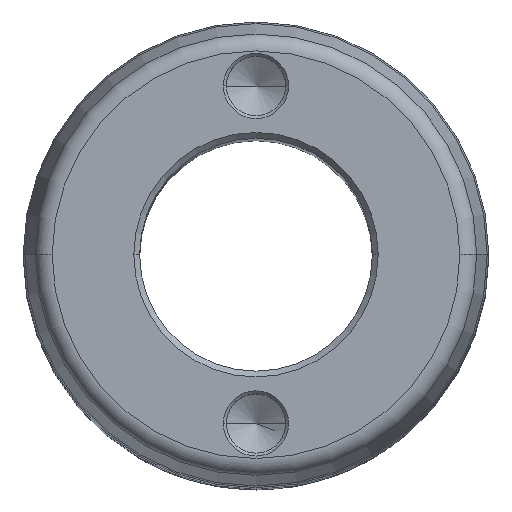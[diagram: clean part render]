
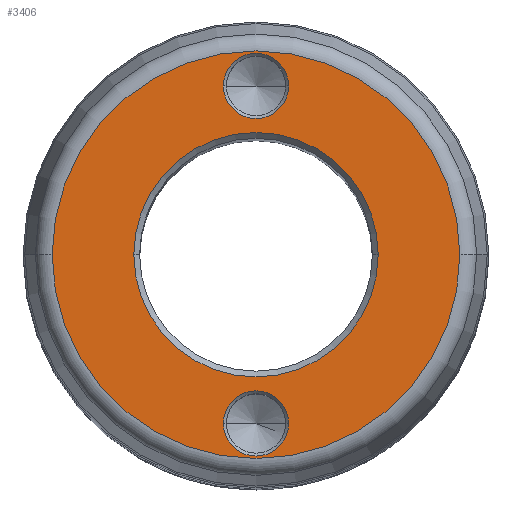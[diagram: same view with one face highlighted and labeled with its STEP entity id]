
A CAD part, top view. The second image highlights one B-rep face of the part: STEP entity #3406.
In plain terms, the highlighted planar face has unit normal (0, 0, 1).
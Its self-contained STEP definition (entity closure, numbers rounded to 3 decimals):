
#25 = DIRECTION ( 'NONE',  ( 1., 0., 0. ) ) ;
#55 = CARTESIAN_POINT ( 'NONE',  ( 0., 0., 250. ) ) ;
#85 = DIRECTION ( 'NONE',  ( 1., 0., 0. ) ) ;
#128 = AXIS2_PLACEMENT_3D ( 'NONE', #2992, #1269, #933 ) ;
#147 = DIRECTION ( 'NONE',  ( 1., 0., 0. ) ) ;
#165 = DIRECTION ( 'NONE',  ( 1., 0., 0. ) ) ;
#270 = CIRCLE ( 'NONE', #583, 5.6 ) ;
#314 = CARTESIAN_POINT ( 'NONE',  ( 5.6, 29., 250. ) ) ;
#341 = DIRECTION ( 'NONE',  ( 1., 0., 0. ) ) ;
#402 = CIRCLE ( 'NONE', #1664, 21. ) ;
#407 = EDGE_LOOP ( 'NONE', ( #597, #638 ) ) ;
#478 = CARTESIAN_POINT ( 'NONE',  ( -21., 0., 250. ) ) ;
#540 = EDGE_CURVE ( 'NONE', #1668, #1902, #3639, .T. ) ;
#583 = AXIS2_PLACEMENT_3D ( 'NONE', #3011, #3298, #147 ) ;
#597 = ORIENTED_EDGE ( 'NONE', *, *, #2923, .T. ) ;
#638 = ORIENTED_EDGE ( 'NONE', *, *, #1640, .T. ) ;
#640 = DIRECTION ( 'NONE',  ( 1., 0., 0. ) ) ;
#735 = ORIENTED_EDGE ( 'NONE', *, *, #540, .T. ) ;
#811 = ORIENTED_EDGE ( 'NONE', *, *, #1067, .T. ) ;
#828 = FACE_OUTER_BOUND ( 'NONE', #407, .T. ) ;
#853 = EDGE_CURVE ( 'NONE', #1902, #1668, #270, .T. ) ;
#872 = AXIS2_PLACEMENT_3D ( 'NONE', #1595, #2155, #165 ) ;
#933 = DIRECTION ( 'NONE',  ( 1., 0., 0. ) ) ;
#1030 = DIRECTION ( 'NONE',  ( 0., 0., 1. ) ) ;
#1067 = EDGE_CURVE ( 'NONE', #1627, #3026, #402, .T. ) ;
#1070 = AXIS2_PLACEMENT_3D ( 'NONE', #3073, #3049, #1889 ) ;
#1137 = VERTEX_POINT ( 'NONE', #1477 ) ;
#1161 = AXIS2_PLACEMENT_3D ( 'NONE', #3159, #3455, #25 ) ;
#1269 = DIRECTION ( 'NONE',  ( 0., 0., -1. ) ) ;
#1312 = EDGE_LOOP ( 'NONE', ( #735, #2638 ) ) ;
#1336 = ORIENTED_EDGE ( 'NONE', *, *, #2197, .T. ) ;
#1392 = CARTESIAN_POINT ( 'NONE',  ( -5.6, -29., 250. ) ) ;
#1423 = VERTEX_POINT ( 'NONE', #1392 ) ;
#1464 = CARTESIAN_POINT ( 'NONE',  ( 0., 29., 250. ) ) ;
#1477 = CARTESIAN_POINT ( 'NONE',  ( 35.019, 0., 250. ) ) ;
#1595 = CARTESIAN_POINT ( 'NONE',  ( 0., -29., 250. ) ) ;
#1627 = VERTEX_POINT ( 'NONE', #1736 ) ;
#1640 = EDGE_CURVE ( 'NONE', #3295, #1137, #3489, .T. ) ;
#1664 = AXIS2_PLACEMENT_3D ( 'NONE', #55, #1791, #341 ) ;
#1668 = VERTEX_POINT ( 'NONE', #314 ) ;
#1736 = CARTESIAN_POINT ( 'NONE',  ( 21., 0., 250. ) ) ;
#1762 = DIRECTION ( 'NONE',  ( 0., 0., -1. ) ) ;
#1779 = DIRECTION ( 'NONE',  ( 0., 0., -1. ) ) ;
#1791 = DIRECTION ( 'NONE',  ( 0., 0., -1. ) ) ;
#1851 = ORIENTED_EDGE ( 'NONE', *, *, #2751, .T. ) ;
#1861 = EDGE_LOOP ( 'NONE', ( #811, #1336 ) ) ;
#1889 = DIRECTION ( 'NONE',  ( 1., 0., 0. ) ) ;
#1902 = VERTEX_POINT ( 'NONE', #2459 ) ;
#2051 = CARTESIAN_POINT ( 'NONE',  ( 0., -29., 250. ) ) ;
#2132 = FACE_BOUND ( 'NONE', #3634, .T. ) ;
#2155 = DIRECTION ( 'NONE',  ( 0., 0., -1. ) ) ;
#2197 = EDGE_CURVE ( 'NONE', #3026, #1627, #3633, .T. ) ;
#2255 = ORIENTED_EDGE ( 'NONE', *, *, #2877, .T. ) ;
#2444 = AXIS2_PLACEMENT_3D ( 'NONE', #1464, #1762, #85 ) ;
#2459 = CARTESIAN_POINT ( 'NONE',  ( -5.6, 29., 250. ) ) ;
#2460 = CIRCLE ( 'NONE', #1070, 35.019 ) ;
#2627 = CIRCLE ( 'NONE', #3263, 5.6 ) ;
#2637 = CARTESIAN_POINT ( 'NONE',  ( -35.019, 0., 250. ) ) ;
#2638 = ORIENTED_EDGE ( 'NONE', *, *, #853, .T. ) ;
#2712 = PLANE ( 'NONE',  #3006 ) ;
#2751 = EDGE_CURVE ( 'NONE', #3561, #1423, #2627, .T. ) ;
#2762 = FACE_BOUND ( 'NONE', #1861, .T. ) ;
#2877 = EDGE_CURVE ( 'NONE', #1423, #3561, #3627, .T. ) ;
#2923 = EDGE_CURVE ( 'NONE', #1137, #3295, #2460, .T. ) ;
#2992 = CARTESIAN_POINT ( 'NONE',  ( 0., 0., 250. ) ) ;
#3006 = AXIS2_PLACEMENT_3D ( 'NONE', #3012, #1030, #3048 ) ;
#3011 = CARTESIAN_POINT ( 'NONE',  ( 0., 29., 250. ) ) ;
#3012 = CARTESIAN_POINT ( 'NONE',  ( 0., 0., 250. ) ) ;
#3026 = VERTEX_POINT ( 'NONE', #478 ) ;
#3048 = DIRECTION ( 'NONE',  ( 1., 0., 0. ) ) ;
#3049 = DIRECTION ( 'NONE',  ( 0., 0., 1. ) ) ;
#3073 = CARTESIAN_POINT ( 'NONE',  ( 0., 0., 250. ) ) ;
#3159 = CARTESIAN_POINT ( 'NONE',  ( 0., 0., 250. ) ) ;
#3263 = AXIS2_PLACEMENT_3D ( 'NONE', #2051, #1779, #640 ) ;
#3295 = VERTEX_POINT ( 'NONE', #2637 ) ;
#3298 = DIRECTION ( 'NONE',  ( 0., 0., -1. ) ) ;
#3396 = FACE_BOUND ( 'NONE', #1312, .T. ) ;
#3406 = ADVANCED_FACE ( 'NONE', ( #2132, #3396, #2762, #828 ), #2712, .T. ) ;
#3455 = DIRECTION ( 'NONE',  ( 0., 0., 1. ) ) ;
#3489 = CIRCLE ( 'NONE', #1161, 35.019 ) ;
#3561 = VERTEX_POINT ( 'NONE', #3629 ) ;
#3627 = CIRCLE ( 'NONE', #872, 5.6 ) ;
#3629 = CARTESIAN_POINT ( 'NONE',  ( 5.6, -29., 250. ) ) ;
#3633 = CIRCLE ( 'NONE', #128, 21. ) ;
#3634 = EDGE_LOOP ( 'NONE', ( #1851, #2255 ) ) ;
#3639 = CIRCLE ( 'NONE', #2444, 5.6 ) ;
